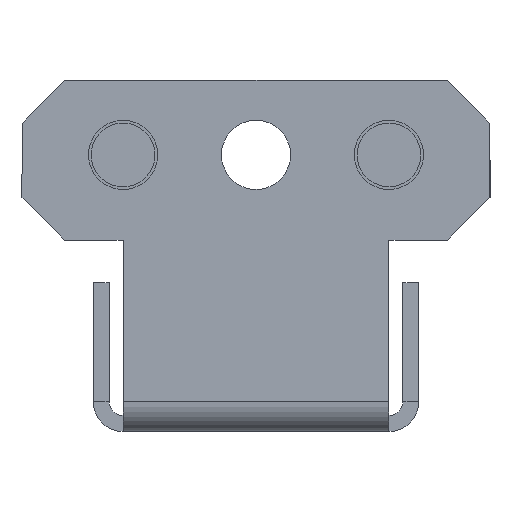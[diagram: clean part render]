
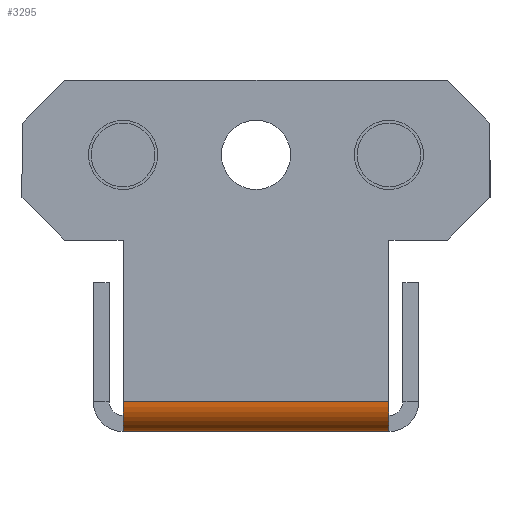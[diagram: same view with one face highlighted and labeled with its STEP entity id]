
A CAD part, left-side view. The second image highlights one B-rep face of the part: STEP entity #3295.
In plain terms, the highlighted cylindrical face has radius 2.8 mm (diameter 5.6 mm), a partial arc.
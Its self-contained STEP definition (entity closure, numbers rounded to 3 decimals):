
#1 = DIRECTION ( 'NONE',  ( 0., -1., 0. ) ) ;
#96 = DIRECTION ( 'NONE',  ( 0., 1., 0. ) ) ;
#212 = ORIENTED_EDGE ( 'NONE', *, *, #5054, .F. ) ;
#252 = VERTEX_POINT ( 'NONE', #6333 ) ;
#451 = CARTESIAN_POINT ( 'NONE',  ( -108.7, 0., 1.3 ) ) ;
#518 = CARTESIAN_POINT ( 'NONE',  ( -111.5, 0., 1.3 ) ) ;
#525 = DIRECTION ( 'NONE',  ( 0., 0., -1. ) ) ;
#703 = LINE ( 'NONE', #5275, #3461 ) ;
#1024 = ORIENTED_EDGE ( 'NONE', *, *, #4500, .F. ) ;
#1211 = CARTESIAN_POINT ( 'NONE',  ( -108.7, 0., -1.5 ) ) ;
#1223 = VERTEX_POINT ( 'NONE', #5614 ) ;
#1653 = CARTESIAN_POINT ( 'NONE',  ( -108.7, 25., -1.5 ) ) ;
#1874 = CARTESIAN_POINT ( 'NONE',  ( -108.7, 0., 1.3 ) ) ;
#2438 = VECTOR ( 'NONE', #96, 1000. ) ;
#2601 = CARTESIAN_POINT ( 'NONE',  ( -108.7, 25., 1.3 ) ) ;
#2644 = EDGE_CURVE ( 'NONE', #3626, #1223, #4589, .T. ) ;
#2772 = DIRECTION ( 'NONE',  ( 0., -1., 0. ) ) ;
#2832 = ORIENTED_EDGE ( 'NONE', *, *, #5720, .F. ) ;
#3039 = CYLINDRICAL_SURFACE ( 'NONE', #5198, 2.8 ) ;
#3295 = ADVANCED_FACE ( 'NONE', ( #4732 ), #3039, .T. ) ;
#3461 = VECTOR ( 'NONE', #1, 1000. ) ;
#3626 = VERTEX_POINT ( 'NONE', #1653 ) ;
#4217 = AXIS2_PLACEMENT_3D ( 'NONE', #2601, #4852, #5491 ) ;
#4500 = EDGE_CURVE ( 'NONE', #252, #3626, #6920, .T. ) ;
#4589 = CIRCLE ( 'NONE', #4217, 2.8 ) ;
#4732 = FACE_OUTER_BOUND ( 'NONE', #6996, .T. ) ;
#4852 = DIRECTION ( 'NONE',  ( 0., 1., 0. ) ) ;
#5054 = EDGE_CURVE ( 'NONE', #5495, #252, #6077, .T. ) ;
#5198 = AXIS2_PLACEMENT_3D ( 'NONE', #1874, #6950, #5261 ) ;
#5261 = DIRECTION ( 'NONE',  ( -1., 0., 0. ) ) ;
#5275 = CARTESIAN_POINT ( 'NONE',  ( -111.5, 0., 1.3 ) ) ;
#5491 = DIRECTION ( 'NONE',  ( 0., 0., -1. ) ) ;
#5495 = VERTEX_POINT ( 'NONE', #518 ) ;
#5614 = CARTESIAN_POINT ( 'NONE',  ( -111.5, 25., 1.3 ) ) ;
#5720 = EDGE_CURVE ( 'NONE', #1223, #5495, #703, .T. ) ;
#5767 = ORIENTED_EDGE ( 'NONE', *, *, #2644, .F. ) ;
#6077 = CIRCLE ( 'NONE', #6437, 2.8 ) ;
#6333 = CARTESIAN_POINT ( 'NONE',  ( -108.7, 0., -1.5 ) ) ;
#6437 = AXIS2_PLACEMENT_3D ( 'NONE', #451, #2772, #525 ) ;
#6920 = LINE ( 'NONE', #1211, #2438 ) ;
#6950 = DIRECTION ( 'NONE',  ( 0., -1., 0. ) ) ;
#6996 = EDGE_LOOP ( 'NONE', ( #1024, #212, #2832, #5767 ) ) ;
